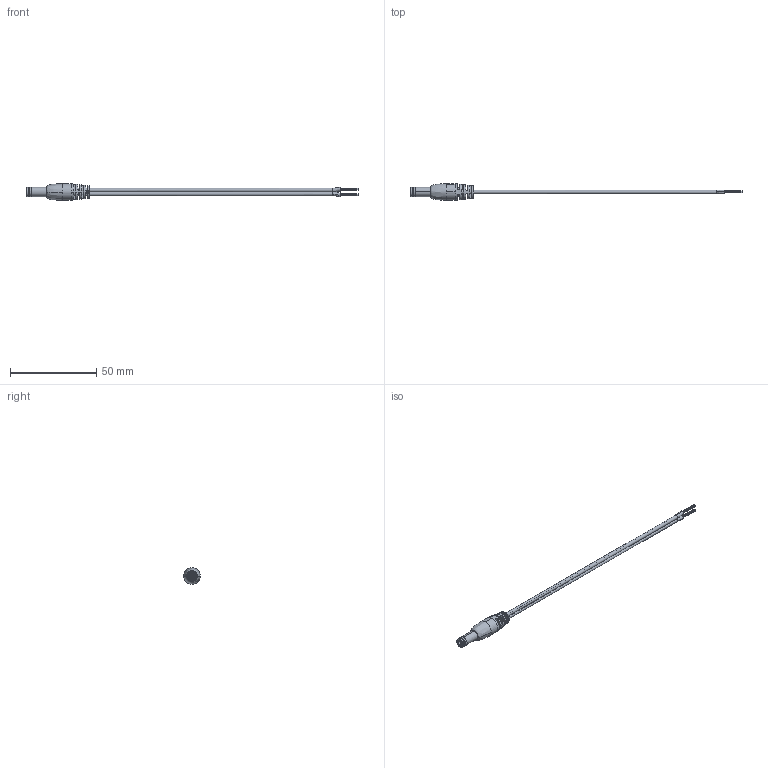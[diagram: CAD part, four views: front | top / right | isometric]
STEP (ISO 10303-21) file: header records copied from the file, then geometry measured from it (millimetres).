
FILE_DESCRIPTION (( 'STEP AP214' ), '1' );
FILE_NAME ('10-01060_revA.STEP', '2016-04-06T22:57:57', ( 'Joel' ), ( 'Microsoft' ), 'SwSTEP 2.0', 'SolidWorks 2015', '' );
FILE_SCHEMA (( 'AUTOMOTIVE_DESIGN' ));
Length unit declared in the file: millimetre
Products named in the file (7): 24-00003; 10-01060_revA; 30-00007_stripped and tinned; 50-00026; 50-00026 insulator; 50-00026 contact; 50-00026 shell
Assembly tree (6 placements, depth 3):
  10-01060_revA
    24-00003
    50-00026
      50-00026 shell
      50-00026 contact
      50-00026 insulator
    30-00007_stripped and tinned
Bounding box: 192.68 x 9.6 x 9.6 mm (x, y, z)
Volume: 2781.1 mm3; surface area: 17732.1 mm2
Topology: 177 solids, 177 shells, 1278 faces, 2436 edges, 1608 vertices
Faces by surface type: cylinder 574, plane 563, bspline 93, torus 24, cone 24
Entity records: 43537 total; most frequent: CARTESIAN_POINT 9119, DIRECTION 5869, ORIENTED_EDGE 4872, AXIS2_PLACEMENT_3D 2506, EDGE_CURVE 2436, VERTEX_POINT 1608, EDGE_LOOP 1380, CIRCLE 1311
